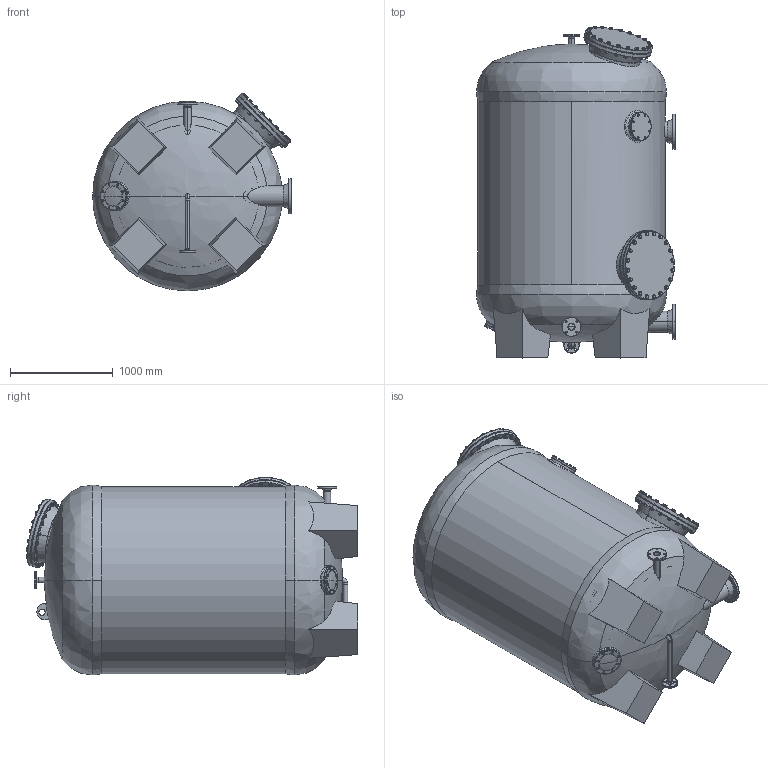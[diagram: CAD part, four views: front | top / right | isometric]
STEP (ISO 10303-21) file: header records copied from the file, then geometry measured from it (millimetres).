
FILE_DESCRIPTION (( 'STEP AP214' ), '1' );
FILE_NAME ('Atlantic 180C.STEP', '2020-11-02T13:32:48', ( '' ), ( '' ), 'SwSTEP 2.0', 'SolidWorks 2019', '' );
FILE_SCHEMA (( 'AUTOMOTIVE_DESIGN' ));
Length unit declared in the file: millimetre
Products named in the file (23): elbow_dn40; drain_flange_dn40; vent_flange_dn50; gasket_dn500; washer_fi20; hex_screw_m20_100; air_flange_dn65; hex_nut_m20; inlet_flange_dn200; cover_dn500; cover_block_dn200; gasket_block_dn200; glass_cover_dn200; hex_screw_m8_40; gasket_dn200; vessel_180c; Atlantic 180C; washer_fi8; outlet_flange_dn200
Assembly tree (211 placements, depth 3):
  Atlantic 180C
    vessel_180c
    inlet_flange_dn200
    outlet_flange_dn200
    cover_block_dn200
      cover_block_dn200
      gasket_block_dn200
      hex_screw_m8_40  x8
      washer_fi8  x8
    vent_flange_dn50
    air_flange_dn65
    elbow_dn40
    drain_flange_dn40
    cover_dn500
      cover_dn500
      gasket_dn500
      hex_screw_m20_100  x20
      washer_fi20  x20
    hex_nut_m20  x40
    washer_fi20  x40
    glass_cover_dn200
      glass_cover_dn200
      gasket_dn200
      hex_screw_m8_40  x8
      washer_fi8  x8
    cover_dn500
      cover_dn500
      gasket_dn500
      hex_screw_m20_100  x20
      washer_fi20  x20
Bounding box: 1932.5 x 3227.46 x 1924.03 mm (x, y, z)
Volume: 450661095 mm3; surface area: 44674473 mm2
Topology: 207 solids, 207 shells, 3480 faces, 7972 edges, 4941 vertices
Faces by surface type: cone 1282, plane 1083, cylinder 959, bspline 156
Entity records: 65626 total; most frequent: CARTESIAN_POINT 40687, ORIENTED_EDGE 4080, DIRECTION 3583, EDGE_CURVE 2040, AXIS2_PLACEMENT_3D 1548, VERTEX_POINT 1409, EDGE_LOOP 963, CIRCLE 792
